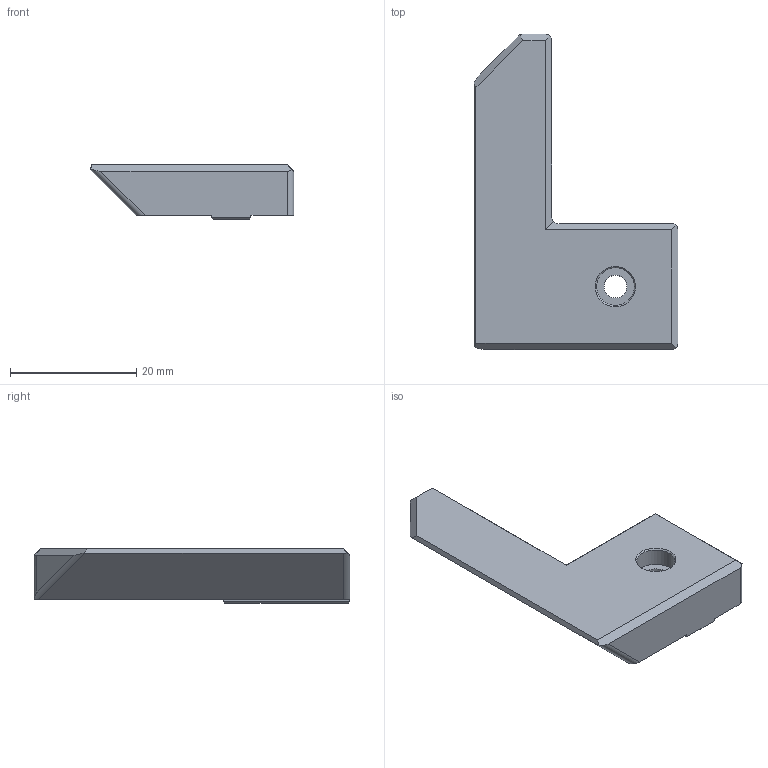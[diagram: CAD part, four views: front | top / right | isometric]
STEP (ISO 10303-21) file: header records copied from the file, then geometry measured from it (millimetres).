
FILE_DESCRIPTION(/* description */ (''),/* implementation_level */ '2;1');
FILE_NAME(/* name */ 'TopHat Aligner.step',/* time_stamp */ '2025-11-17T22:19:04+01:00',/* author */ (''),/* organization */ (''),/* preprocessor_version */ 'ST-DEVELOPER v20.1',/* originating_system */ 'Autodesk Translation Framework v14.21.0.0',/* authorisation */ '');
FILE_SCHEMA (('AUTOMOTIVE_DESIGN { 1 0 10303 214 3 1 1 }'));
Length unit declared in the file: millimetre
Products named in the file (1): TopHat Aligner
Bounding box: 32.29 x 50 x 8.6 mm (x, y, z)
Volume: 6566.5 mm3; surface area: 3044.4 mm2
Topology: 1 solids, 1 shells, 36 faces, 93 edges, 60 vertices
Faces by surface type: plane 25, cylinder 9, cone 2
Full cylindrical faces by diameter (mm): 3.6 x1, 6 x1
Entity records: 1134 total; most frequent: DIRECTION 195, CARTESIAN_POINT 190, ORIENTED_EDGE 186, EDGE_CURVE 93, LINE 65, VECTOR 65, AXIS2_PLACEMENT_3D 65, VERTEX_POINT 60
